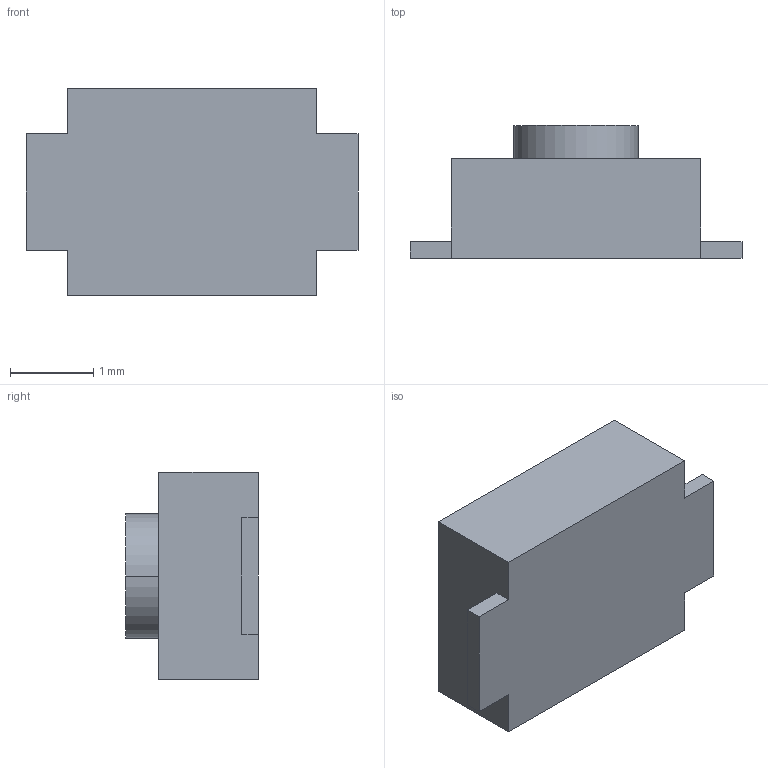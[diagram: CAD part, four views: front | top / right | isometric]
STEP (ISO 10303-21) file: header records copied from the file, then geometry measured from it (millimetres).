
FILE_DESCRIPTION(('STEP AP242'),'1');
FILE_NAME('20041.stp','2018-11-17T16:50:30',('TraceParts'),('TraceParts S.A.'),'Spatial InterOp 3D',' ',' ');
FILE_SCHEMA(('AP242_MANAGED_MODEL_BASED_3D_ENGINEERING_MIM_LF {1 0 10303 442 1 1 4}'));
Length unit declared in the file: millimetre
Products named in the file (1): 20041
Bounding box: 4 x 1.6 x 2.5 mm (x, y, z)
Volume: 10 mm3; surface area: 33.3 mm2
Topology: 1 solids, 1 shells, 17 faces, 42 edges, 28 vertices
Faces by surface type: plane 15, cylinder 2
Entity records: 1002 total; most frequent: CARTESIAN_POINT 88, STYLED_ITEM 87, PRESENTATION_STYLE_ASSIGNMENT 87, COLOUR_RGB 87, ORIENTED_EDGE 84, DIRECTION 82, EDGE_CURVE 42, CURVE_STYLE 42
